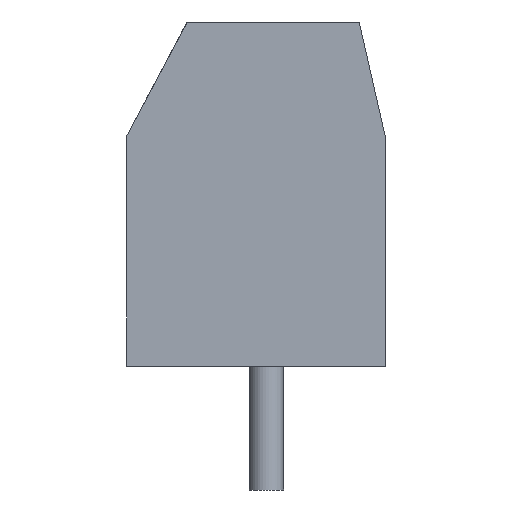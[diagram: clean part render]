
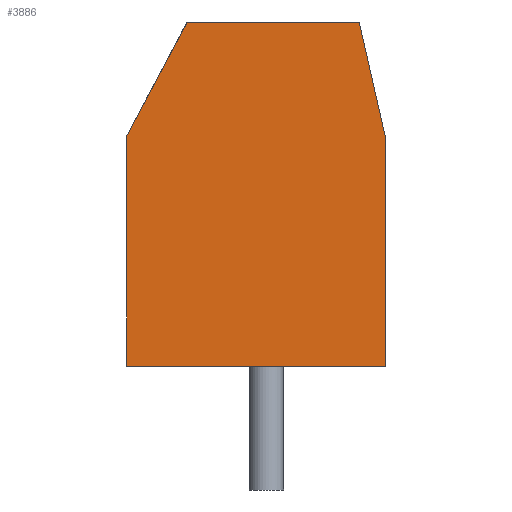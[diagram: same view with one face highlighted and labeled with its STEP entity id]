
A CAD part, front view. The second image highlights one B-rep face of the part: STEP entity #3886.
In plain terms, the highlighted planar face has unit normal (0, -1, 0).
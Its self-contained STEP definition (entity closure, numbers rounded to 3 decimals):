
#418=FACE_OUTER_BOUND('',#648,.T.);
#648=EDGE_LOOP('',(#2839,#2840,#2841,#2842,#2843,#2844));
#916=LINE('',#5641,#1282);
#952=LINE('',#5725,#1318);
#954=LINE('',#5729,#1320);
#956=LINE('',#5733,#1322);
#958=LINE('',#5737,#1324);
#960=LINE('',#5740,#1326);
#1282=VECTOR('',#4631,10.);
#1318=VECTOR('',#4715,10.);
#1320=VECTOR('',#4719,10.);
#1322=VECTOR('',#4723,10.);
#1324=VECTOR('',#4727,10.);
#1326=VECTOR('',#4731,10.);
#1634=VERTEX_POINT('',#5639);
#1635=VERTEX_POINT('',#5640);
#1659=VERTEX_POINT('',#5724);
#1660=VERTEX_POINT('',#5728);
#1661=VERTEX_POINT('',#5732);
#1662=VERTEX_POINT('',#5736);
#2049=EDGE_CURVE('',#1634,#1635,#916,.T.);
#2092=EDGE_CURVE('',#1659,#1634,#952,.T.);
#2094=EDGE_CURVE('',#1659,#1660,#954,.F.);
#2096=EDGE_CURVE('',#1660,#1661,#956,.F.);
#2098=EDGE_CURVE('',#1662,#1661,#958,.T.);
#2100=EDGE_CURVE('',#1635,#1662,#960,.T.);
#2839=ORIENTED_EDGE('',*,*,#2049,.F.);
#2840=ORIENTED_EDGE('',*,*,#2092,.F.);
#2841=ORIENTED_EDGE('',*,*,#2094,.T.);
#2842=ORIENTED_EDGE('',*,*,#2096,.T.);
#2843=ORIENTED_EDGE('',*,*,#2098,.F.);
#2844=ORIENTED_EDGE('',*,*,#2100,.F.);
#3701=PLANE('',#4163);
#3886=ADVANCED_FACE('',(#418),#3701,.F.);
#4163=AXIS2_PLACEMENT_3D('',#5741,#4732,#4733);
#4631=DIRECTION('',(0.469,0.,0.883));
#4715=DIRECTION('',(0.,0.,1.));
#4719=DIRECTION('',(-1.,0.,0.));
#4723=DIRECTION('',(0.,0.,-1.));
#4727=DIRECTION('',(0.222,0.,-0.975));
#4731=DIRECTION('',(1.,0.,0.));
#4732=DIRECTION('center_axis',(0.,1.,0.));
#4733=DIRECTION('ref_axis',(1.,0.,0.));
#5639=CARTESIAN_POINT('',(0.,-0.08,6.7));
#5640=CARTESIAN_POINT('',(1.75,-0.08,10.));
#5641=CARTESIAN_POINT('',(0.06,-0.08,6.813));
#5724=CARTESIAN_POINT('',(0.,-0.08,0.));
#5725=CARTESIAN_POINT('',(0.,-0.08,2.5));
#5728=CARTESIAN_POINT('',(7.5,-0.08,0.));
#5729=CARTESIAN_POINT('',(5.625,-0.08,0.));
#5732=CARTESIAN_POINT('',(7.5,-0.08,6.7));
#5733=CARTESIAN_POINT('',(7.5,-0.08,5.85));
#5736=CARTESIAN_POINT('',(6.75,-0.08,10.));
#5737=CARTESIAN_POINT('',(7.217,-0.08,7.947));
#5740=CARTESIAN_POINT('',(2.75,-0.08,10.));
#5741=CARTESIAN_POINT('Origin',(3.75,-0.08,5.));
